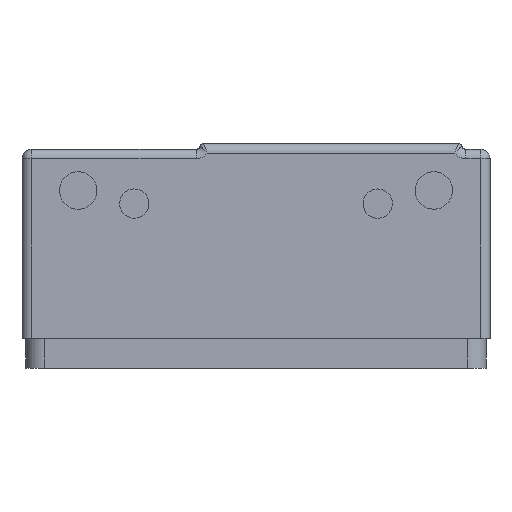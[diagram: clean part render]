
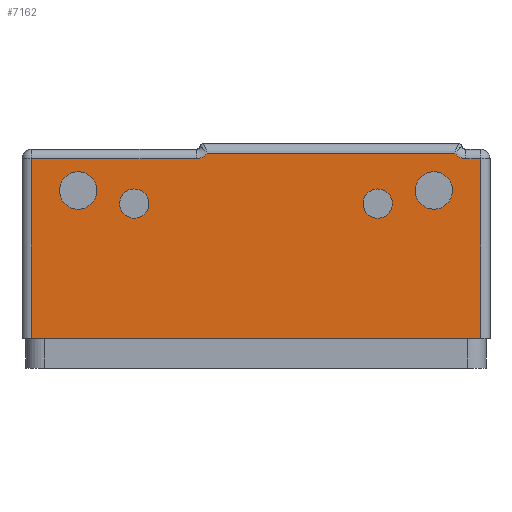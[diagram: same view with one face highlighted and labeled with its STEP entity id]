
A CAD part, front view. The second image highlights one B-rep face of the part: STEP entity #7162.
In plain terms, the highlighted planar face has unit normal (0, -1, 0).
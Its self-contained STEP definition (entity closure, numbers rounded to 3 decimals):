
#5680=AXIS2_PLACEMENT_3D('Circle Axis2P3D',#5678,#5679,$) ;
#5692=AXIS2_PLACEMENT_3D('Circle Axis2P3D',#5690,#5691,$) ;
#5723=AXIS2_PLACEMENT_3D('Circle Axis2P3D',#5721,#5722,$) ;
#5735=AXIS2_PLACEMENT_3D('Circle Axis2P3D',#5733,#5734,$) ;
#5759=AXIS2_PLACEMENT_3D('Circle Axis2P3D',#5757,#5758,$) ;
#5788=AXIS2_PLACEMENT_3D('Circle Axis2P3D',#5786,#5787,$) ;
#5806=AXIS2_PLACEMENT_3D('Circle Axis2P3D',#5804,#5805,$) ;
#5840=AXIS2_PLACEMENT_3D('Circle Axis2P3D',#5838,#5839,$) ;
#5884=AXIS2_PLACEMENT_3D('Circle Axis2P3D',#5882,#5883,$) ;
#5925=AXIS2_PLACEMENT_3D('Circle Axis2P3D',#5923,#5924,$) ;
#7122=AXIS2_PLACEMENT_3D('Plane Axis2P3D',#7119,#7120,#7121) ;
#4571=CARTESIAN_POINT('Vertex',(10.626,-24.,9.9)) ;
#4689=CARTESIAN_POINT('Vertex',(-2.613,-24.,9.9)) ;
#5638=CARTESIAN_POINT('Vertex',(12.,-24.,9.6)) ;
#5668=CARTESIAN_POINT('Vertex',(10.5,-24.,7.891)) ;
#5675=CARTESIAN_POINT('Vertex',(8.5,-24.,7.909)) ;
#5678=CARTESIAN_POINT('Axis2P3D Location',(9.5,-24.,7.9)) ;
#5690=CARTESIAN_POINT('Axis2P3D Location',(9.5,-24.,7.9)) ;
#5711=CARTESIAN_POINT('Vertex',(-8.5,-24.,7.9)) ;
#5718=CARTESIAN_POINT('Vertex',(-10.5,-24.,7.9)) ;
#5721=CARTESIAN_POINT('Axis2P3D Location',(-9.5,-24.,7.9)) ;
#5733=CARTESIAN_POINT('Axis2P3D Location',(-9.5,-24.,7.9)) ;
#5754=CARTESIAN_POINT('Vertex',(-5.812,-24.,6.824)) ;
#5757=CARTESIAN_POINT('Axis2P3D Location',(-6.5,-24.,7.2)) ;
#5761=CARTESIAN_POINT('Vertex',(-7.188,-24.,7.576)) ;
#5786=CARTESIAN_POINT('Axis2P3D Location',(-6.5,-24.,7.2)) ;
#5804=CARTESIAN_POINT('Axis2P3D Location',(6.5,-24.,7.2)) ;
#5808=CARTESIAN_POINT('Vertex',(5.812,-24.,7.576)) ;
#5810=CARTESIAN_POINT('Vertex',(7.188,-24.,6.824)) ;
#5838=CARTESIAN_POINT('Axis2P3D Location',(6.5,-24.,7.2)) ;
#5862=CARTESIAN_POINT('Vertex',(11.2,-24.,9.6)) ;
#5865=CARTESIAN_POINT('Line Origine',(0.,-24.,9.6)) ;
#5882=CARTESIAN_POINT('Axis2P3D Location',(11.2,-24.,10.3)) ;
#5899=CARTESIAN_POINT('Line Origine',(0.,-24.,9.9)) ;
#5920=CARTESIAN_POINT('Vertex',(-3.187,-24.,9.6)) ;
#5923=CARTESIAN_POINT('Axis2P3D Location',(-3.187,-24.,10.3)) ;
#5944=CARTESIAN_POINT('Vertex',(-12.,-24.,9.6)) ;
#5947=CARTESIAN_POINT('Line Origine',(0.,-24.,9.6)) ;
#7093=CARTESIAN_POINT('Line Origine',(12.,-24.,5.2)) ;
#7097=CARTESIAN_POINT('Vertex',(12.,-24.,0.)) ;
#7119=CARTESIAN_POINT('Axis2P3D Location',(12.5,-24.,0.)) ;
#7124=CARTESIAN_POINT('Line Origine',(-12.,-24.,4.8)) ;
#7128=CARTESIAN_POINT('Vertex',(-12.,-24.,0.)) ;
#7131=CARTESIAN_POINT('Line Origine',(0.,-24.,0.)) ;
#5679=DIRECTION('Axis2P3D Direction',(0.,-1.,0.)) ;
#5691=DIRECTION('Axis2P3D Direction',(0.,-1.,0.)) ;
#5722=DIRECTION('Axis2P3D Direction',(0.,-1.,0.)) ;
#5734=DIRECTION('Axis2P3D Direction',(0.,-1.,0.)) ;
#5758=DIRECTION('Axis2P3D Direction',(-0.,1.,0.)) ;
#5787=DIRECTION('Axis2P3D Direction',(-0.,1.,0.)) ;
#5805=DIRECTION('Axis2P3D Direction',(-0.,1.,0.)) ;
#5839=DIRECTION('Axis2P3D Direction',(-0.,1.,0.)) ;
#5866=DIRECTION('Vector Direction',(1.,0.,0.)) ;
#5883=DIRECTION('Axis2P3D Direction',(-0.,1.,0.)) ;
#5900=DIRECTION('Vector Direction',(1.,0.,0.)) ;
#5924=DIRECTION('Axis2P3D Direction',(0.,1.,-0.)) ;
#5948=DIRECTION('Vector Direction',(1.,0.,0.)) ;
#7094=DIRECTION('Vector Direction',(0.,0.,1.)) ;
#7120=DIRECTION('Axis2P3D Direction',(0.,1.,-0.)) ;
#7121=DIRECTION('Axis2P3D XDirection',(-1.,0.,0.)) ;
#7125=DIRECTION('Vector Direction',(0.,0.,1.)) ;
#7132=DIRECTION('Vector Direction',(-1.,0.,0.)) ;
#5867=VECTOR('Line Direction',#5866,1.) ;
#5901=VECTOR('Line Direction',#5900,1.) ;
#5949=VECTOR('Line Direction',#5948,1.) ;
#7095=VECTOR('Line Direction',#7094,1.) ;
#7126=VECTOR('Line Direction',#7125,1.) ;
#7133=VECTOR('Line Direction',#7132,1.) ;
#7137=ORIENTED_EDGE('',*,*,#5869,.F.) ;
#7138=ORIENTED_EDGE('',*,*,#5886,.F.) ;
#7139=ORIENTED_EDGE('',*,*,#5903,.F.) ;
#7140=ORIENTED_EDGE('',*,*,#5927,.F.) ;
#7141=ORIENTED_EDGE('',*,*,#5951,.F.) ;
#7142=ORIENTED_EDGE('',*,*,#7130,.F.) ;
#7143=ORIENTED_EDGE('',*,*,#7135,.T.) ;
#7144=ORIENTED_EDGE('',*,*,#7099,.T.) ;
#7147=ORIENTED_EDGE('',*,*,#5812,.T.) ;
#7148=ORIENTED_EDGE('',*,*,#5842,.T.) ;
#7151=ORIENTED_EDGE('',*,*,#5763,.T.) ;
#7152=ORIENTED_EDGE('',*,*,#5790,.T.) ;
#7155=ORIENTED_EDGE('',*,*,#5725,.F.) ;
#7156=ORIENTED_EDGE('',*,*,#5737,.F.) ;
#7159=ORIENTED_EDGE('',*,*,#5682,.F.) ;
#7160=ORIENTED_EDGE('',*,*,#5694,.F.) ;
#7149=FACE_BOUND('',#7146,.T.) ;
#7153=FACE_BOUND('',#7150,.T.) ;
#7157=FACE_BOUND('',#7154,.T.) ;
#7161=FACE_BOUND('',#7158,.T.) ;
#7162=ADVANCED_FACE('\X2\FF8EFF9EFF83FF9EFF68FF70\X0\.2',(#7145,#7149,#7153,#7157,#7161),#7123,.F.) ;
#5681=CIRCLE('generated circle',#5680,1.) ;
#5693=CIRCLE('generated circle',#5692,1.) ;
#5724=CIRCLE('generated circle',#5723,1.) ;
#5736=CIRCLE('generated circle',#5735,1.) ;
#5760=CIRCLE('generated circle',#5759,0.784) ;
#5789=CIRCLE('generated circle',#5788,0.784) ;
#5807=CIRCLE('generated circle',#5806,0.784) ;
#5841=CIRCLE('generated circle',#5840,0.784) ;
#5885=CIRCLE('generated circle',#5884,0.7) ;
#5926=CIRCLE('generated circle',#5925,0.7) ;
#5682=EDGE_CURVE('',#5676,#5669,#5681,.T.) ;
#5694=EDGE_CURVE('',#5669,#5676,#5693,.T.) ;
#5725=EDGE_CURVE('',#5719,#5712,#5724,.T.) ;
#5737=EDGE_CURVE('',#5712,#5719,#5736,.T.) ;
#5763=EDGE_CURVE('',#5762,#5755,#5760,.T.) ;
#5790=EDGE_CURVE('',#5755,#5762,#5789,.T.) ;
#5812=EDGE_CURVE('',#5809,#5811,#5807,.T.) ;
#5842=EDGE_CURVE('',#5811,#5809,#5841,.T.) ;
#5869=EDGE_CURVE('',#5863,#5639,#5868,.T.) ;
#5886=EDGE_CURVE('',#4572,#5863,#5885,.F.) ;
#5903=EDGE_CURVE('',#4690,#4572,#5902,.T.) ;
#5927=EDGE_CURVE('',#5921,#4690,#5926,.F.) ;
#5951=EDGE_CURVE('',#5945,#5921,#5950,.T.) ;
#7099=EDGE_CURVE('',#7098,#5639,#7096,.T.) ;
#7130=EDGE_CURVE('',#7129,#5945,#7127,.T.) ;
#7135=EDGE_CURVE('',#7129,#7098,#7134,.F.) ;
#7136=EDGE_LOOP('',(#7137,#7138,#7139,#7140,#7141,#7142,#7143,#7144)) ;
#7146=EDGE_LOOP('',(#7147,#7148)) ;
#7150=EDGE_LOOP('',(#7151,#7152)) ;
#7154=EDGE_LOOP('',(#7155,#7156)) ;
#7158=EDGE_LOOP('',(#7159,#7160)) ;
#7145=FACE_OUTER_BOUND('',#7136,.T.) ;
#5868=LINE('Line',#5865,#5867) ;
#5902=LINE('Line',#5899,#5901) ;
#5950=LINE('Line',#5947,#5949) ;
#7096=LINE('Line',#7093,#7095) ;
#7127=LINE('Line',#7124,#7126) ;
#7134=LINE('Line',#7131,#7133) ;
#7123=PLANE('Plane',#7122) ;
#4572=VERTEX_POINT('',#4571) ;
#4690=VERTEX_POINT('',#4689) ;
#5639=VERTEX_POINT('',#5638) ;
#5669=VERTEX_POINT('',#5668) ;
#5676=VERTEX_POINT('',#5675) ;
#5712=VERTEX_POINT('',#5711) ;
#5719=VERTEX_POINT('',#5718) ;
#5755=VERTEX_POINT('',#5754) ;
#5762=VERTEX_POINT('',#5761) ;
#5809=VERTEX_POINT('',#5808) ;
#5811=VERTEX_POINT('',#5810) ;
#5863=VERTEX_POINT('',#5862) ;
#5921=VERTEX_POINT('',#5920) ;
#5945=VERTEX_POINT('',#5944) ;
#7098=VERTEX_POINT('',#7097) ;
#7129=VERTEX_POINT('',#7128) ;
